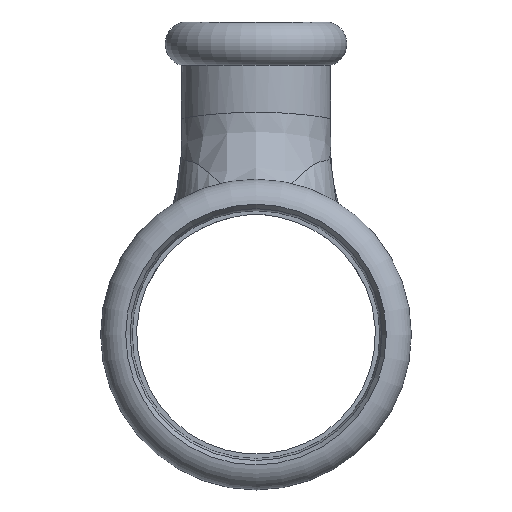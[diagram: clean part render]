
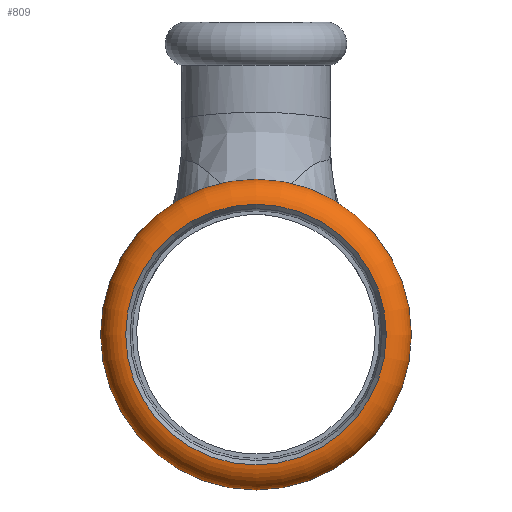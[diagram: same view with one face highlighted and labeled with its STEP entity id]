
A CAD part, left-side view. The second image highlights one B-rep face of the part: STEP entity #809.
In plain terms, the highlighted toroidal (fillet/blend) face has major radius 21.763 mm and minor radius 4.587 mm.
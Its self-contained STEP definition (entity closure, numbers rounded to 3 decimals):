
#132=FACE_OUTER_BOUND('',#174,.T.);
#174=EDGE_LOOP('',(#549,#550,#551,#552,#553,#554,#555,#556));
#232=CIRCLE('',#889,22.7);
#233=CIRCLE('',#890,22.7);
#234=CIRCLE('',#891,4.587);
#235=CIRCLE('',#892,22.1);
#236=CIRCLE('',#893,22.1);
#237=CIRCLE('',#894,22.1);
#238=CIRCLE('',#895,22.7);
#304=VERTEX_POINT('',#1235);
#305=VERTEX_POINT('',#1236);
#306=VERTEX_POINT('',#1238);
#307=VERTEX_POINT('',#1240);
#308=VERTEX_POINT('',#1242);
#309=VERTEX_POINT('',#1244);
#404=EDGE_CURVE('',#304,#305,#232,.T.);
#405=EDGE_CURVE('',#306,#304,#233,.T.);
#406=EDGE_CURVE('',#306,#307,#234,.T.);
#407=EDGE_CURVE('',#307,#308,#235,.T.);
#408=EDGE_CURVE('',#308,#309,#236,.T.);
#409=EDGE_CURVE('',#309,#307,#237,.T.);
#410=EDGE_CURVE('',#305,#306,#238,.T.);
#549=ORIENTED_EDGE('',*,*,#404,.F.);
#550=ORIENTED_EDGE('',*,*,#405,.F.);
#551=ORIENTED_EDGE('',*,*,#406,.T.);
#552=ORIENTED_EDGE('',*,*,#407,.T.);
#553=ORIENTED_EDGE('',*,*,#408,.T.);
#554=ORIENTED_EDGE('',*,*,#409,.T.);
#555=ORIENTED_EDGE('',*,*,#406,.F.);
#556=ORIENTED_EDGE('',*,*,#410,.F.);
#798=TOROIDAL_SURFACE('',#888,21.763,4.587);
#809=ADVANCED_FACE('',(#132),#798,.T.);
#888=AXIS2_PLACEMENT_3D('',#1234,#1017,#1018);
#889=AXIS2_PLACEMENT_3D('',#1237,#1019,#1020);
#890=AXIS2_PLACEMENT_3D('',#1239,#1021,#1022);
#891=AXIS2_PLACEMENT_3D('',#1241,#1023,#1024);
#892=AXIS2_PLACEMENT_3D('',#1243,#1025,#1026);
#893=AXIS2_PLACEMENT_3D('',#1245,#1027,#1028);
#894=AXIS2_PLACEMENT_3D('',#1246,#1029,#1030);
#895=AXIS2_PLACEMENT_3D('',#1247,#1031,#1032);
#1017=DIRECTION('center_axis',(1.,0.,0.));
#1018=DIRECTION('ref_axis',(0.,0.,1.));
#1019=DIRECTION('center_axis',(1.,0.,0.));
#1020=DIRECTION('ref_axis',(0.,1.,0.));
#1021=DIRECTION('center_axis',(1.,0.,0.));
#1022=DIRECTION('ref_axis',(0.,1.,0.));
#1023=DIRECTION('center_axis',(0.,1.,0.));
#1024=DIRECTION('ref_axis',(0.,0.,-1.));
#1025=DIRECTION('center_axis',(1.,0.,0.));
#1026=DIRECTION('ref_axis',(0.,1.,0.));
#1027=DIRECTION('center_axis',(1.,0.,0.));
#1028=DIRECTION('ref_axis',(0.,1.,0.));
#1029=DIRECTION('center_axis',(1.,0.,0.));
#1030=DIRECTION('ref_axis',(0.,1.,0.));
#1031=DIRECTION('center_axis',(1.,0.,0.));
#1032=DIRECTION('ref_axis',(0.,1.,0.));
#1234=CARTESIAN_POINT('Origin',(-52.426,0.,0.));
#1235=CARTESIAN_POINT('',(-47.936,22.7,0.));
#1236=CARTESIAN_POINT('',(-47.936,-22.7,0.));
#1237=CARTESIAN_POINT('Origin',(-47.936,0.,0.));
#1238=CARTESIAN_POINT('',(-47.936,0.,-22.7));
#1239=CARTESIAN_POINT('Origin',(-47.936,0.,0.));
#1240=CARTESIAN_POINT('',(-57.,0.,-22.1));
#1241=CARTESIAN_POINT('Origin',(-52.426,0.,
-21.763));
#1242=CARTESIAN_POINT('',(-57.,22.1,0.));
#1243=CARTESIAN_POINT('Origin',(-57.,0.,0.));
#1244=CARTESIAN_POINT('',(-57.,-22.1,0.));
#1245=CARTESIAN_POINT('Origin',(-57.,0.,0.));
#1246=CARTESIAN_POINT('Origin',(-57.,0.,0.));
#1247=CARTESIAN_POINT('Origin',(-47.936,0.,0.));
